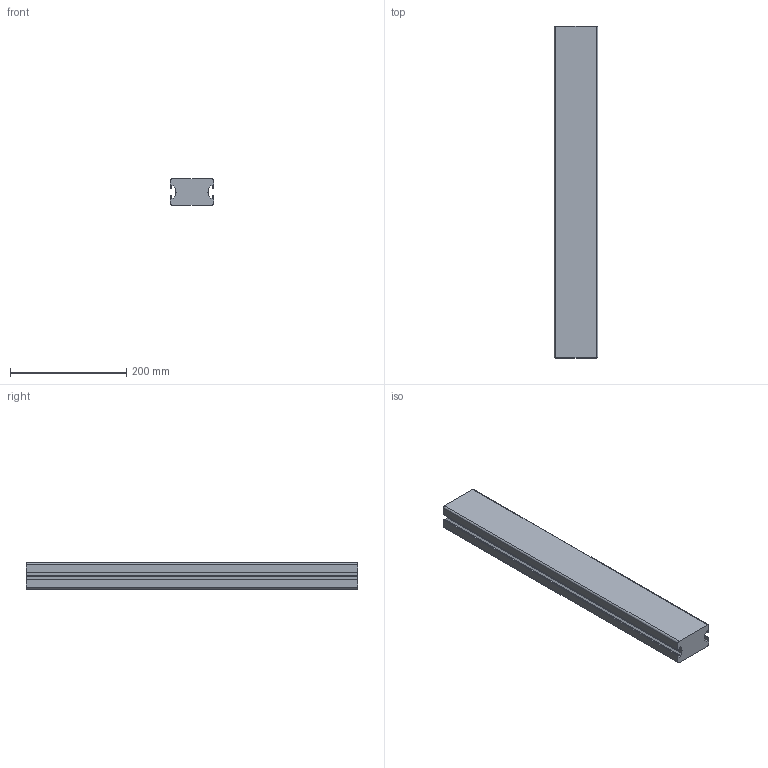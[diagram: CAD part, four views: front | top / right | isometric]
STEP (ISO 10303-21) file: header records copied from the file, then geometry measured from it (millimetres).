
FILE_DESCRIPTION (( 'STEP AP203' ), '1' );
FILE_NAME ('Conveyor Extrusion 570mm_Default_sldprt.STEP', '2023-10-19T05:34:26', ( '' ), ( '' ), 'SwSTEP 2.0', 'SolidWorks 2023', '' );
FILE_SCHEMA (( 'CONFIG_CONTROL_DESIGN' ));
Length unit declared in the file: millimetre
Products named in the file (1): Conveyor Extrusion 570mm_Default_sldprt
Bounding box: 75 x 570 x 45 mm (x, y, z)
Volume: 1739668.7 mm3; surface area: 181118.4 mm2
Topology: 1 solids, 1 shells, 76 faces, 186 edges, 124 vertices
Faces by surface type: plane 44, cylinder 32
Entity records: 2331 total; most frequent: DIRECTION 404, CARTESIAN_POINT 387, ORIENTED_EDGE 372, EDGE_CURVE 186, AXIS2_PLACEMENT_3D 141, VERTEX_POINT 124, LINE 122, VECTOR 122
